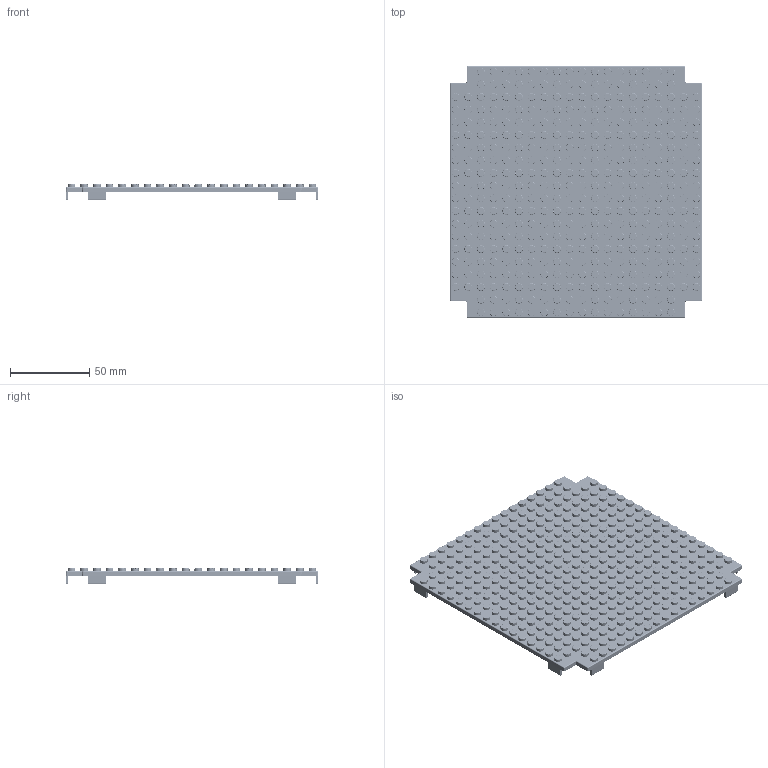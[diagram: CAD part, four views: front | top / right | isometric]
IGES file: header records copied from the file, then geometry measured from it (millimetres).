
Start section: SolidWorks IGES file using analytic representation for surfaces
Global section: file name: 10-10023d.igs; native system: SolidWorks 2012; preprocessor: SolidWorks 2012; author: Administrator; date: 140413.192147; units: millimetre
Bounding box: 159 x 159 x 9.86 mm (x, y, z)
Surface area: 69553.3 mm2 (no closed solid volume)
Topology: 0 solids, 0 shells, 3306 faces, 59888 edges, 59880 vertices
Faces by surface type: bspline 1694, revolution 1612
